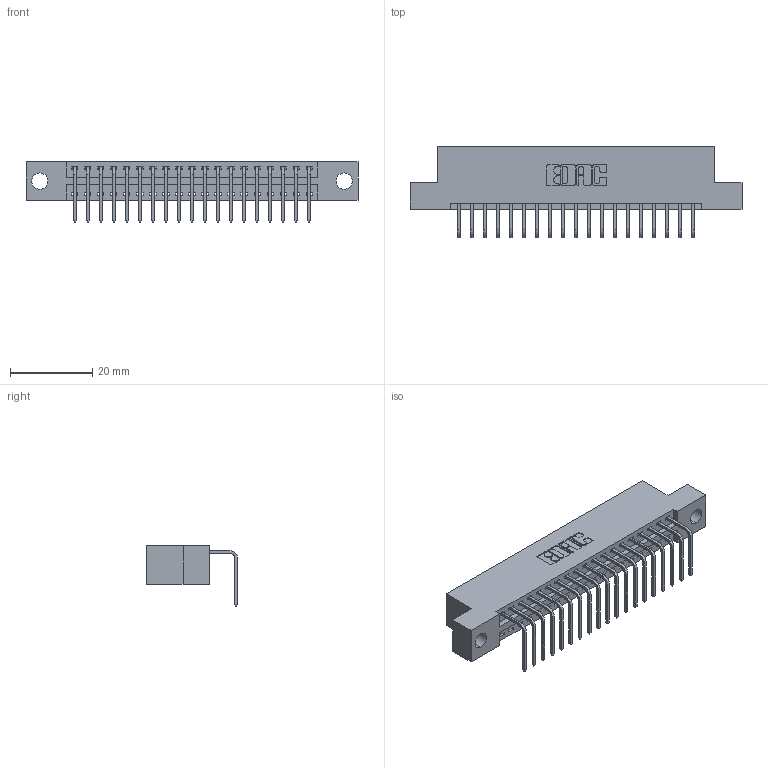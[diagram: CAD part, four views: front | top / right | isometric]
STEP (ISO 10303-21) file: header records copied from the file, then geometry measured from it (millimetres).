
FILE_DESCRIPTION (( 'STEP AP203' ), '1' );
FILE_NAME ('396-019-558-104.STEP', '2018-09-01T04:27:11', ( '' ), ( '' ), 'SwSTEP 2.0', 'SolidWorks 2016', '' );
FILE_SCHEMA (( 'CONFIG_CONTROL_DESIGN' ));
Length unit declared in the file: inch
Products named in the file (3): 345-292-001_558 Tail - 2; 396-019-558-104; 346 Part_Flush Mounting Lugs - 0.156 Dia-TH
Assembly tree (20 placements, depth 2):
  396-019-558-104
    346 Part_Flush Mounting Lugs - 0.156 Dia-TH
    345-292-001_558 Tail - 2  x19
Bounding box: 80.9 x 22.16 x 14.73 mm (x, y, z)
Volume: 7560.8 mm3; surface area: 9384.5 mm2
Topology: 20 solids, 20 shells, 1262 faces, 3787 edges, 2498 vertices
Faces by surface type: plane 874, cylinder 388
Entity records: 14975 total; most frequent: CARTESIAN_POINT 2581, ORIENTED_EDGE 2534, DIRECTION 2305, EDGE_CURVE 1267, LINE 1059, VECTOR 1059, VERTEX_POINT 842, AXIS2_PLACEMENT_3D 623
